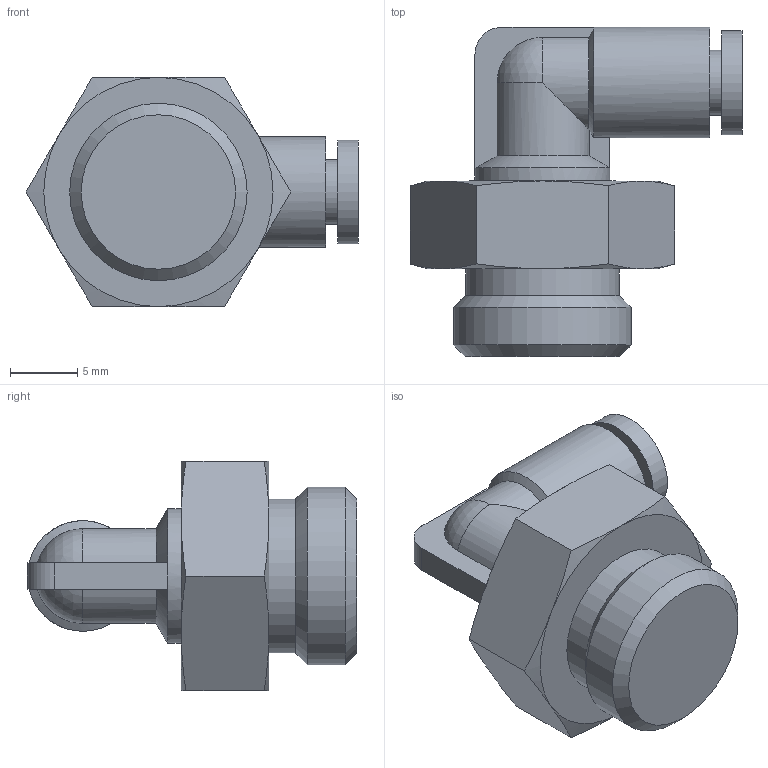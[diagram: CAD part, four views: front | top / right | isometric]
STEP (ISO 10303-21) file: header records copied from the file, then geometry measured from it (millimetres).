
FILE_DESCRIPTION( ( 'STEP AP214' ), '1' );
FILE_NAME( 'KQ2L04-G02A.stp', '2020-04-22T13:06:22', ( 'License CC BY-ND 4.0' ), ( 'CADENAS' ), ' ', 'PARTsolutions', ' ' );
FILE_SCHEMA( ( 'AUTOMOTIVE_DESIGN { 1 0 10303 214 1 1 1 1 }' ) );
Length unit declared in the file: millimetre
Products named in the file (1): _KQ2L04-G02A
Bounding box: 24.61 x 24.4 x 17 mm (x, y, z)
Volume: 3301.9 mm3; surface area: 1953.4 mm2
Topology: 1 solids, 1 shells, 59 faces, 130 edges, 79 vertices
Faces by surface type: plane 27, cone 18, cylinder 12, sphere 2
Full cylindrical faces by diameter (mm): 4 x1, 4.8 x1, 7.7 x1, 8.2 x1, 10 x1, 11.4 x1, 13.157 x1
Entity records: 2078 total; most frequent: CARTESIAN_POINT 366, DIRECTION 256, ORIENTED_EDGE 238, EDGE_CURVE 119, AXIS2_PLACEMENT_3D 111, VERTEX_POINT 77, EDGE_LOOP 74, FACE_OUTER_BOUND 66
